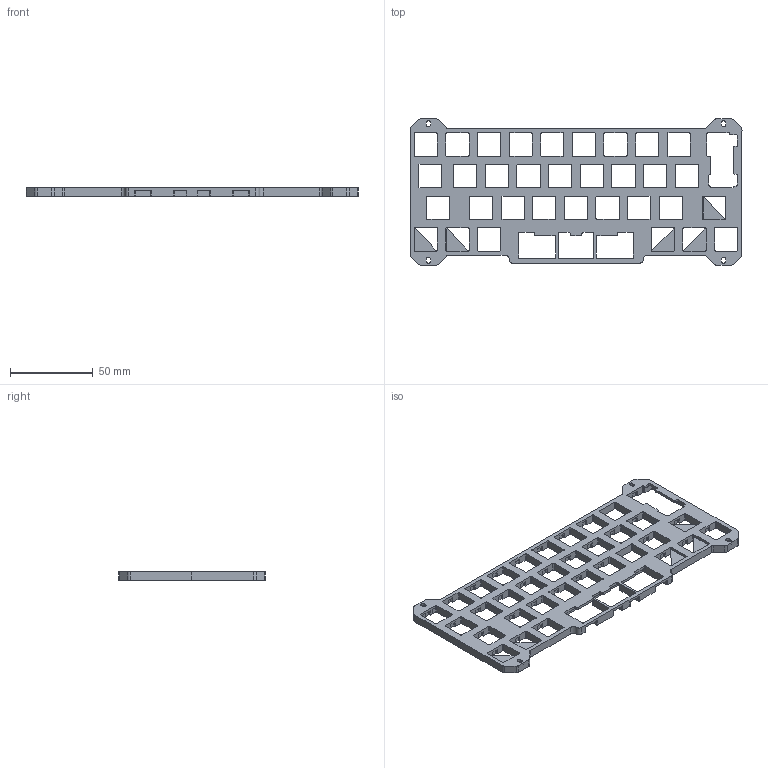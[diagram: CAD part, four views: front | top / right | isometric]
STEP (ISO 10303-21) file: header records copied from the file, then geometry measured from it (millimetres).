
FILE_DESCRIPTION(/* description */ (''),/* implementation_level */ '2;1');
FILE_NAME(/* name */ 'cutiepie-standard-stagger-thick-plate v1.step',/* time_stamp */ '2024-01-21T14:56:19-05:00',/* author */ (''),/* organization */ (''),/* preprocessor_version */ 'ST-DEVELOPER v20',/* originating_system */ 'Autodesk Translation Framework v12.14.0.127',/* authorisation */ '');
FILE_SCHEMA (('AUTOMOTIVE_DESIGN { 1 0 10303 214 3 1 1 }'));
Length unit declared in the file: millimetre
Products named in the file (1): cutiepie-uniform-stagger-thick-plate
Bounding box: 200.03 x 88.2 x 5 mm (x, y, z)
Surface area: 29977.1 mm2 (no closed solid volume)
Topology: 0 solids, 1 shells, 1063 faces, 3196 edges, 2136 vertices
Faces by surface type: plane 535, bspline 512, cylinder 16
Entity records: 38805 total; most frequent: CARTESIAN_POINT 13736, ORIENTED_EDGE 6384, EDGE_CURVE 3192, DIRECTION 3149, VERTEX_POINT 2132, LINE 1981, VECTOR 1981, B_SPLINE_CURVE_WITH_KNOTS 1179
